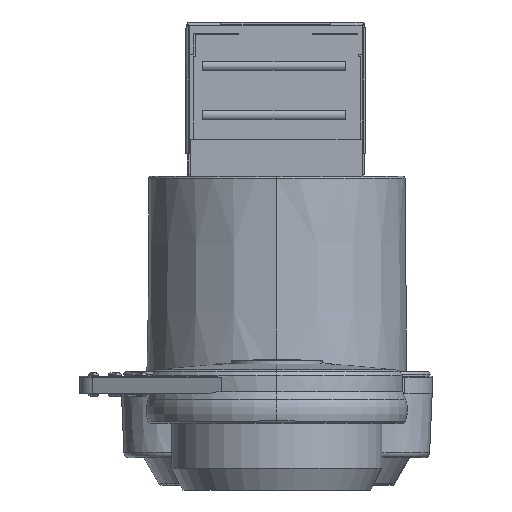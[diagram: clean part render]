
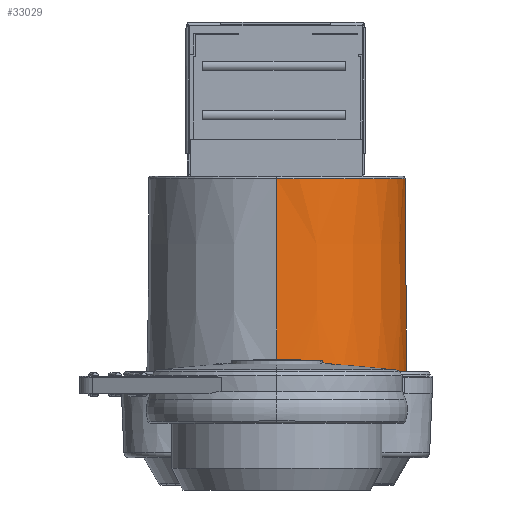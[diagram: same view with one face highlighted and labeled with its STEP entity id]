
A CAD part, front view. The second image highlights one B-rep face of the part: STEP entity #33029.
In plain terms, the highlighted conical face has half-angle 0.5 degrees and reference radius 11.796 mm.
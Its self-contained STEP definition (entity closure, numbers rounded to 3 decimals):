
#8005=CARTESIAN_POINT('',(0.,0.,
-5.3));
#8006=DIRECTION('',(0.,0.,1.));
#8007=DIRECTION('',(0.,-1.,0.));
#8008=AXIS2_PLACEMENT_3D('',#8005,#8006,#8007);
#8634=DIRECTION('',(-0.009,0.,1.));
#8635=VECTOR('',#8634,18.052);
#8636=CARTESIAN_POINT('',(11.874,0.,
-5.3));
#8637=LINE('',#8636,#8635);
#8638=DIRECTION('',(0.,-0.009,-1.));
#8639=VECTOR('',#8638,18.052);
#8640=CARTESIAN_POINT('',(0.,-11.717,
12.752));
#8641=LINE('',#8640,#8639);
#8662=CARTESIAN_POINT('',(0.,0.,
12.752));
#8663=DIRECTION('',(0.,0.,-1.));
#8664=DIRECTION('',(1.,0.,0.));
#8665=AXIS2_PLACEMENT_3D('',#8662,#8663,#8664);
#19824=CARTESIAN_POINT('',(0.,-11.874,
-5.3));
#19825=CARTESIAN_POINT('',(11.874,0.,
-5.3));
#19826=VERTEX_POINT('',#19824);
#19827=VERTEX_POINT('',#19825);
#19958=CARTESIAN_POINT('',(0.,-11.717,
12.752));
#19959=VERTEX_POINT('',#19958);
#19960=CARTESIAN_POINT('',(11.717,0.,
12.752));
#19961=VERTEX_POINT('',#19960);
#33015=CARTESIAN_POINT('',(0.,0.,
3.726));
#33016=DIRECTION('',(0.,0.,-1.));
#33017=DIRECTION('',(-1.,0.,0.));
#33018=AXIS2_PLACEMENT_3D('',#33015,#33016,#33017);
#33019=CONICAL_SURFACE('',#33018,11.795,0.5);
#33020=ORIENTED_EDGE('',*,*,#32142,.F.);
#33022=ORIENTED_EDGE('',*,*,#33021,.F.);
#33024=ORIENTED_EDGE('',*,*,#33023,.F.);
#33026=ORIENTED_EDGE('',*,*,#33025,.F.);
#33027=EDGE_LOOP('',(#33020,#33022,#33024,#33026));
#33028=FACE_OUTER_BOUND('',#33027,.F.);
#33029=ADVANCED_FACE('',(#33028),#33019,.T.);
#8009=CIRCLE('',#8008,11.874);
#8666=CIRCLE('',#8665,11.717);
#32142=EDGE_CURVE('',#19826,#19827,#8009,.T.);
#33021=EDGE_CURVE('',#19959,#19826,#8641,.T.);
#33023=EDGE_CURVE('',#19961,#19959,#8666,.T.);
#33025=EDGE_CURVE('',#19827,#19961,#8637,.T.);
